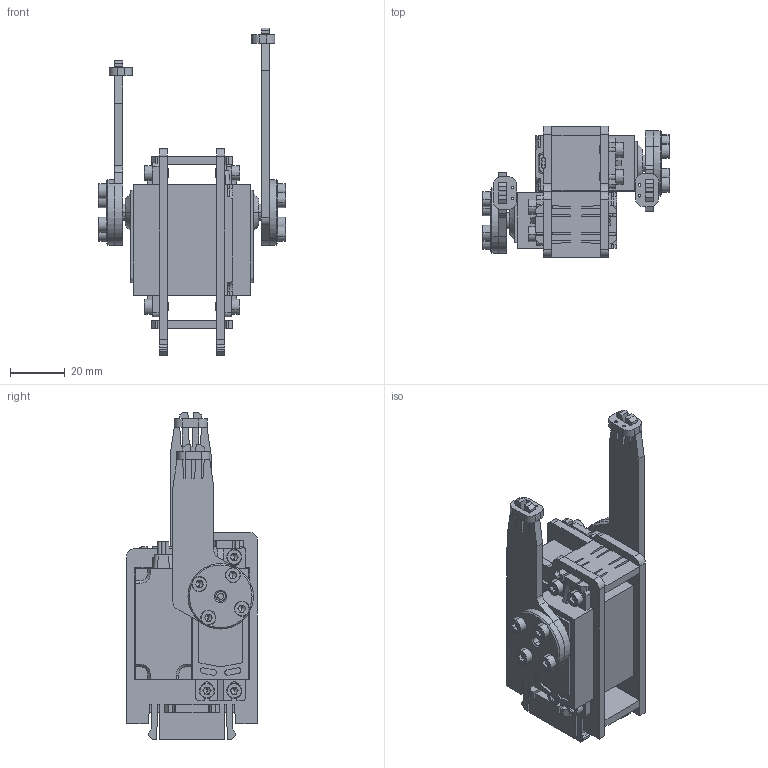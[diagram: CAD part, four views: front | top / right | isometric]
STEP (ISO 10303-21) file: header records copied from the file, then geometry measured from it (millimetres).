
FILE_DESCRIPTION (( 'STEP AP203' ), '1' );
FILE_NAME ('eyebrow.step', '2015-02-17T12:51:02', ( 'Cesar' ), ( '' ), 'SwSTEP 2.0', 'SolidWorks 2013', '' );
FILE_SCHEMA (( 'CONFIG_CONTROL_DESIGN' ));
Length unit declared in the file: millimetre
Products named in the file (11): servo-standard; socket head cap screw_iso_ISO 4762 M3 x 6 --- 6N; servo-horn-printed; lever-outer; textile-snap; eyebrow-frame-1; lever-inner; eyebrow-frame-2; eyebrow; eyebrow-frame-3; eyebrow-frame-4
Assembly tree (28 placements, depth 2):
  eyebrow
    eyebrow-frame-1
    eyebrow-frame-2
    eyebrow-frame-3
    eyebrow-frame-4
    servo-standard  x2
    socket head cap screw_iso_ISO 4762 M3 x 6 --- 6N  x16
    servo-horn-printed  x2
    lever-outer
    textile-snap  x2
    lever-inner
Bounding box: 68.6 x 48 x 120.1 mm (x, y, z)
Volume: 87955.8 mm3; surface area: 40846.8 mm2
Topology: 28 solids, 28 shells, 1127 faces, 2797 edges, 1750 vertices
Faces by surface type: plane 698, cylinder 241, cone 124, torus 64
Entity records: 18428 total; most frequent: CARTESIAN_POINT 2967, ORIENTED_EDGE 2878, DIRECTION 2829, EDGE_CURVE 1439, VECTOR 1155, LINE 1155, VERTEX_POINT 943, AXIS2_PLACEMENT_3D 837
